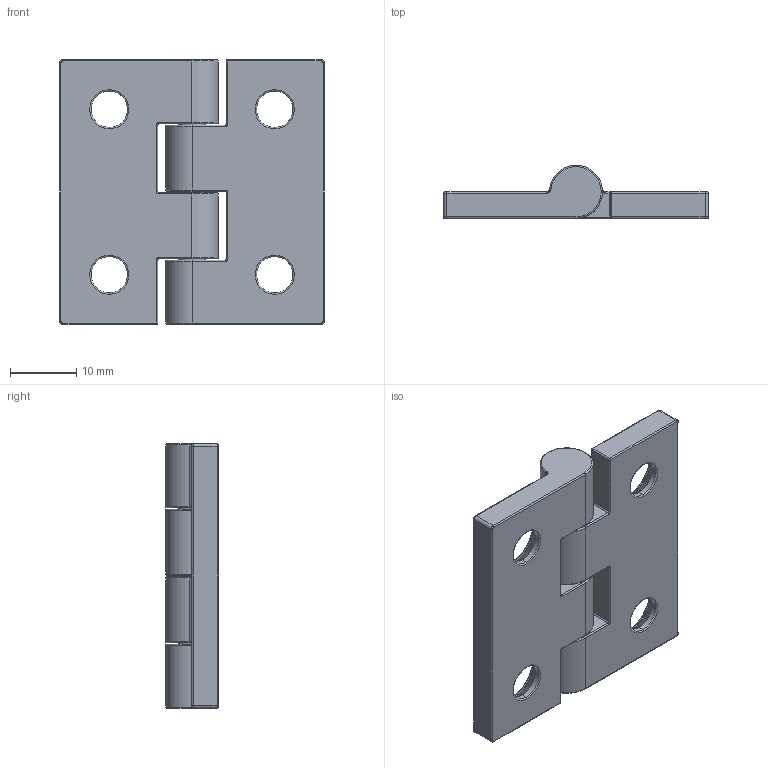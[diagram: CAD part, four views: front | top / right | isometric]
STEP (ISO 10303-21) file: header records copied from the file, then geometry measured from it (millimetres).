
FILE_DESCRIPTION (( 'STEP AP214' ), '1' );
FILE_NAME ('HGS-0601.STEP', '2019-07-24T06:53:31', ( '' ), ( '' ), 'SwSTEP 2.0', 'SolidWorks 2010', '' );
FILE_SCHEMA (( 'AUTOMOTIVE_DESIGN' ));
Length unit declared in the file: millimetre
Products named in the file (3): 插銷; HGS-0601; 鉸鏈片
Assembly tree (3 placements, depth 2):
  HGS-0601
    鉸鏈片  x2
    插銷
Bounding box: 40 x 7.99 x 40 mm (x, y, z)
Volume: 6216.4 mm3; surface area: 5219.6 mm2
Topology: 3 solids, 3 shells, 210 faces, 470 edges, 260 vertices
Faces by surface type: torus 90, cylinder 82, plane 22, cone 8, sphere 8
Entity records: 3072 total; most frequent: DIRECTION 626, CARTESIAN_POINT 479, ORIENTED_EDGE 468, AXIS2_PLACEMENT_3D 278, EDGE_CURVE 234, CIRCLE 164, VERTEX_POINT 131, EDGE_LOOP 115
